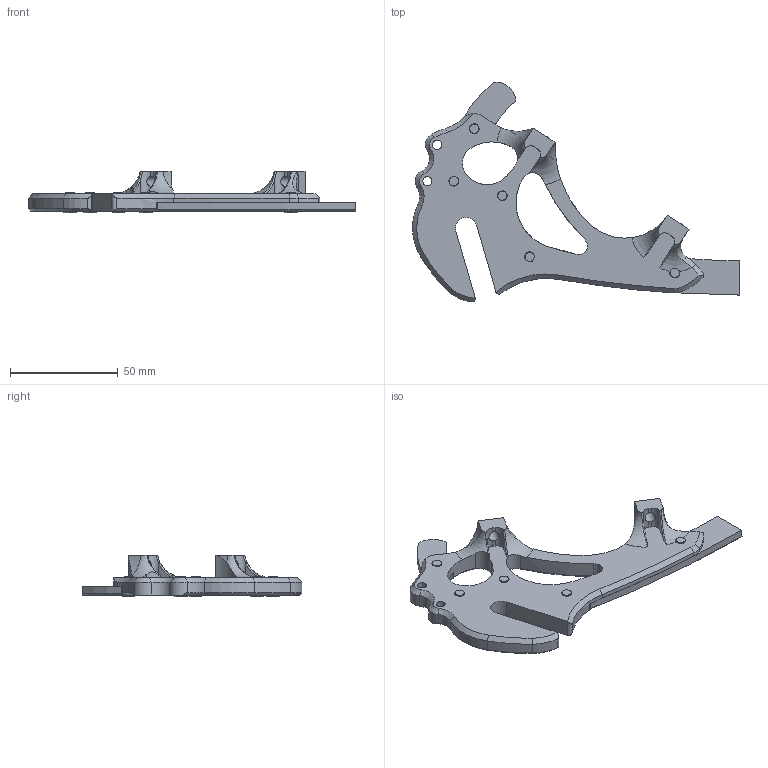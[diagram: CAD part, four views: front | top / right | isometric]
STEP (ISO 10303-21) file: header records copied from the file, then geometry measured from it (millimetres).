
FILE_DESCRIPTION((''),'2;1');
FILE_NAME('PA456.STP','2014-04-16T12:09:20',(''),(''),'STEP Write','Mastercam X7 ... CNC Software, Inc.','');
FILE_SCHEMA(('AUTOMOTIVE_DESIGN'));
Length unit declared in the file: inch
Products named in the file (1): None
Bounding box: 151.84 x 102.1 x 19.36 mm (x, y, z)
Volume: 44880.3 mm3; surface area: 24915.6 mm2
Topology: 8 solids, 9 shells, 442 faces, 1201 edges, 769 vertices
Faces by surface type: cylinder 231, cone 144, plane 41, bspline 12, torus 9, sphere 5
Full cylindrical faces by diameter (mm): 3.3 x5, 4.2 x2, 4.342 x30, 5 x32, 5.3 x5
Entity records: 15038 total; most frequent: CARTESIAN_POINT 5505, DIRECTION 1947, ORIENTED_EDGE 1830, EDGE_CURVE 914, AXIS2_PLACEMENT_3D 856, VERTEX_POINT 651, EDGE_LOOP 629, ADVANCED_FACE 437
